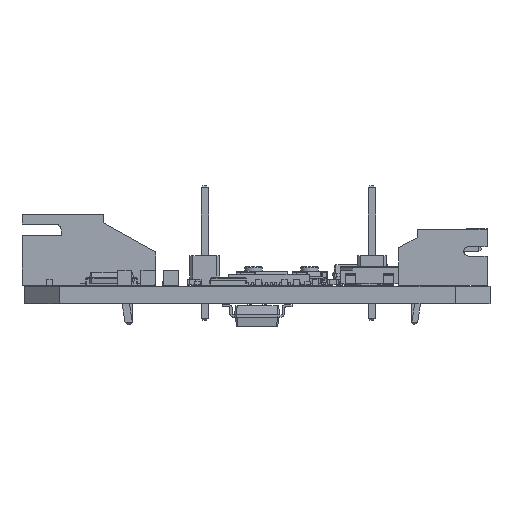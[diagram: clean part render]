
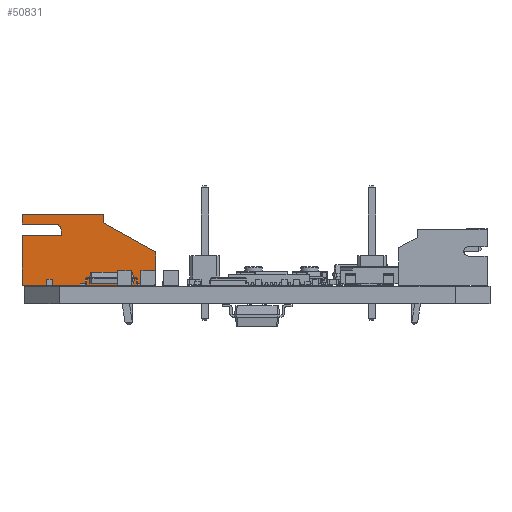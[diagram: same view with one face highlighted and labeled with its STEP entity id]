
A CAD part, left-side view. The second image highlights one B-rep face of the part: STEP entity #50831.
In plain terms, the highlighted face is planar.
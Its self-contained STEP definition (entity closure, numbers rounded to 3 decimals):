
#50073 = VERTEX_POINT('',#50074);
#50074 = CARTESIAN_POINT('',(9.95,-2.2,5.35));
#50082 = EDGE_CURVE('',#50073,#50083,#50085,.T.);
#50083 = VERTEX_POINT('',#50084);
#50084 = CARTESIAN_POINT('',(9.95,-2.2,6.1));
#50085 = LINE('',#50086,#50087);
#50086 = CARTESIAN_POINT('',(9.95,-2.2,0.35));
#50087 = VECTOR('',#50088,1.);
#50088 = DIRECTION('',(0.,0.,1.));
#50195 = VERTEX_POINT('',#50196);
#50196 = CARTESIAN_POINT('',(9.95,-9.2,0.));
#50202 = EDGE_CURVE('',#50195,#50203,#50205,.T.);
#50203 = VERTEX_POINT('',#50204);
#50204 = CARTESIAN_POINT('',(9.95,-9.2,4.25));
#50205 = LINE('',#50206,#50207);
#50206 = CARTESIAN_POINT('',(9.95,-9.2,0.));
#50207 = VECTOR('',#50208,1.);
#50208 = DIRECTION('',(0.,0.,1.));
#50370 = EDGE_CURVE('',#50083,#50371,#50373,.T.);
#50371 = VERTEX_POINT('',#50372);
#50372 = CARTESIAN_POINT('',(9.95,-9.2,6.1));
#50373 = LINE('',#50374,#50375);
#50374 = CARTESIAN_POINT('',(9.95,-2.2,6.1));
#50375 = VECTOR('',#50376,1.);
#50376 = DIRECTION('',(0.,-1.,0.));
#50814 = VERTEX_POINT('',#50815);
#50815 = CARTESIAN_POINT('',(9.95,2.3,2.85));
#50821 = EDGE_CURVE('',#50073,#50814,#50822,.T.);
#50822 = LINE('',#50823,#50824);
#50823 = CARTESIAN_POINT('',(9.95,-2.2,5.35));
#50824 = VECTOR('',#50825,1.);
#50825 = DIRECTION('',(0.,0.874,-0.486
    ));
#50831 = ADVANCED_FACE('',(#50832),#50891,.T.);
#50832 = FACE_BOUND('',#50833,.T.);
#50833 = EDGE_LOOP('',(#50834,#50835,#50843,#50849,#50850,#50851,#50852,
    #50860,#50868,#50877,#50885));
#50834 = ORIENTED_EDGE('',*,*,#50202,.F.);
#50835 = ORIENTED_EDGE('',*,*,#50836,.F.);
#50836 = EDGE_CURVE('',#50837,#50195,#50839,.T.);
#50837 = VERTEX_POINT('',#50838);
#50838 = CARTESIAN_POINT('',(9.95,2.3,0.));
#50839 = LINE('',#50840,#50841);
#50840 = CARTESIAN_POINT('',(9.95,2.3,0.));
#50841 = VECTOR('',#50842,1.);
#50842 = DIRECTION('',(0.,-1.,0.));
#50843 = ORIENTED_EDGE('',*,*,#50844,.F.);
#50844 = EDGE_CURVE('',#50814,#50837,#50845,.T.);
#50845 = LINE('',#50846,#50847);
#50846 = CARTESIAN_POINT('',(9.95,2.3,2.85));
#50847 = VECTOR('',#50848,1.);
#50848 = DIRECTION('',(-0.,0.,-1.));
#50849 = ORIENTED_EDGE('',*,*,#50821,.F.);
#50850 = ORIENTED_EDGE('',*,*,#50082,.T.);
#50851 = ORIENTED_EDGE('',*,*,#50370,.T.);
#50852 = ORIENTED_EDGE('',*,*,#50853,.F.);
#50853 = EDGE_CURVE('',#50854,#50371,#50856,.T.);
#50854 = VERTEX_POINT('',#50855);
#50855 = CARTESIAN_POINT('',(9.95,-9.2,5.25));
#50856 = LINE('',#50857,#50858);
#50857 = CARTESIAN_POINT('',(9.95,-9.2,0.35));
#50858 = VECTOR('',#50859,1.);
#50859 = DIRECTION('',(0.,0.,1.));
#50860 = ORIENTED_EDGE('',*,*,#50861,.T.);
#50861 = EDGE_CURVE('',#50854,#50862,#50864,.T.);
#50862 = VERTEX_POINT('',#50863);
#50863 = CARTESIAN_POINT('',(9.95,-6.35,5.25));
#50864 = LINE('',#50865,#50866);
#50865 = CARTESIAN_POINT('',(9.95,-9.2,5.25));
#50866 = VECTOR('',#50867,1.);
#50867 = DIRECTION('',(0.,1.,0.));
#50868 = ORIENTED_EDGE('',*,*,#50869,.T.);
#50869 = EDGE_CURVE('',#50862,#50870,#50872,.T.);
#50870 = VERTEX_POINT('',#50871);
#50871 = CARTESIAN_POINT('',(9.95,-5.85,4.75));
#50872 = CIRCLE('',#50873,0.5);
#50873 = AXIS2_PLACEMENT_3D('',#50874,#50875,#50876);
#50874 = CARTESIAN_POINT('',(9.95,-6.35,4.75));
#50875 = DIRECTION('',(-1.,0.,0.));
#50876 = DIRECTION('',(0.,0.,1.));
#50877 = ORIENTED_EDGE('',*,*,#50878,.T.);
#50878 = EDGE_CURVE('',#50870,#50879,#50881,.T.);
#50879 = VERTEX_POINT('',#50880);
#50880 = CARTESIAN_POINT('',(9.95,-5.85,4.25));
#50881 = LINE('',#50882,#50883);
#50882 = CARTESIAN_POINT('',(9.95,-5.85,4.75));
#50883 = VECTOR('',#50884,1.);
#50884 = DIRECTION('',(0.,0.,-1.));
#50885 = ORIENTED_EDGE('',*,*,#50886,.T.);
#50886 = EDGE_CURVE('',#50879,#50203,#50887,.T.);
#50887 = LINE('',#50888,#50889);
#50888 = CARTESIAN_POINT('',(9.95,-5.85,4.25));
#50889 = VECTOR('',#50890,1.);
#50890 = DIRECTION('',(0.,-1.,0.));
#50891 = PLANE('',#50892);
#50892 = AXIS2_PLACEMENT_3D('',#50893,#50894,#50895);
#50893 = CARTESIAN_POINT('',(9.95,-4.427,3.048));
#50894 = DIRECTION('',(1.,0.,0.));
#50895 = DIRECTION('',(0.,0.,-1.));
